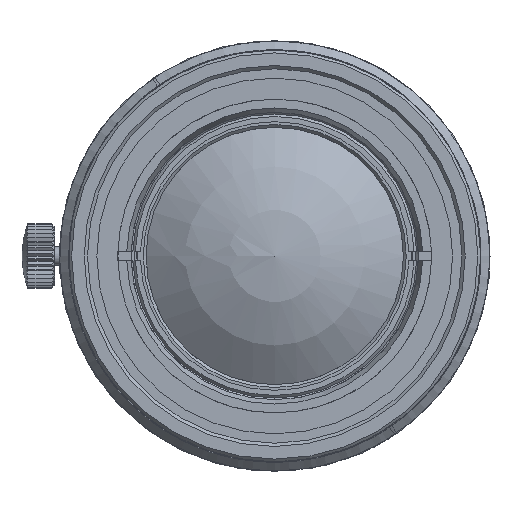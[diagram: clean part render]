
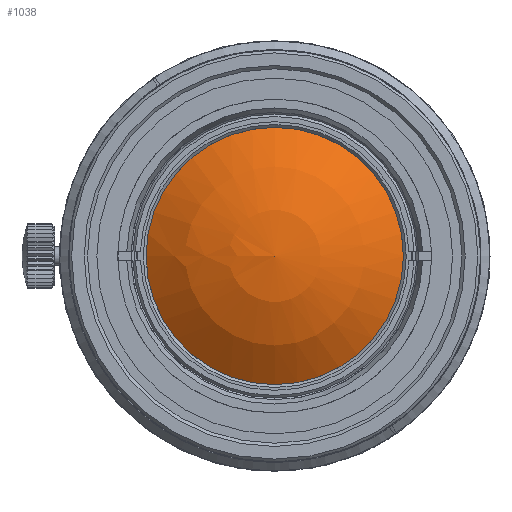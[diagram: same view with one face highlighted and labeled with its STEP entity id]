
A CAD part, left-side view. The second image highlights one B-rep face of the part: STEP entity #1038.
In plain terms, the highlighted spherical face has radius 22.089 mm.
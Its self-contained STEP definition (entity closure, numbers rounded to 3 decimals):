
#109=SPHERICAL_SURFACE('',#9804,22.089);
#627=FACE_OUTER_BOUND('',#2949,.T.);
#1038=ADVANCED_FACE('',(#627),#109,.T.);
#1980=CIRCLE('',#9803,13.748);
#2949=EDGE_LOOP('',(#5500));
#5500=ORIENTED_EDGE('',*,*,#8222,.T.);
#6871=VERTEX_POINT('',#18300);
#8222=EDGE_CURVE('',#6871,#6871,#1980,.T.);
#9803=AXIS2_PLACEMENT_3D('',#18299,#11144,#11145);
#9804=AXIS2_PLACEMENT_3D('',#18301,#11146,#11147);
#11144=DIRECTION('',(-1.,0.,0.));
#11145=DIRECTION('',(0.,0.,1.));
#11146=DIRECTION('',(-1.,0.,0.));
#11147=DIRECTION('',(0.,1.,0.));
#18299=CARTESIAN_POINT('',(-133.818,0.,0.));
#18300=CARTESIAN_POINT('',(-133.818,0.,13.748));
#18301=CARTESIAN_POINT('',(-116.529,0.,0.));
